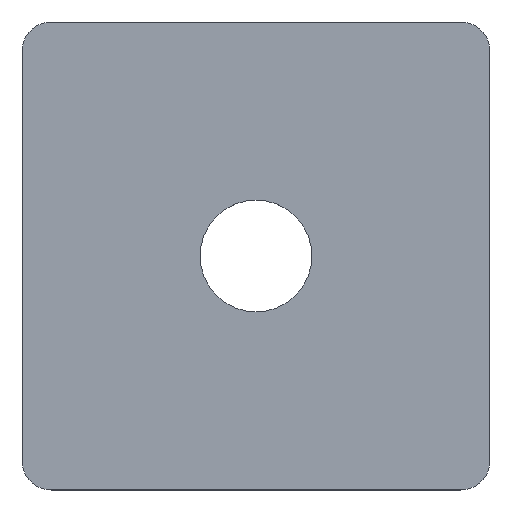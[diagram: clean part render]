
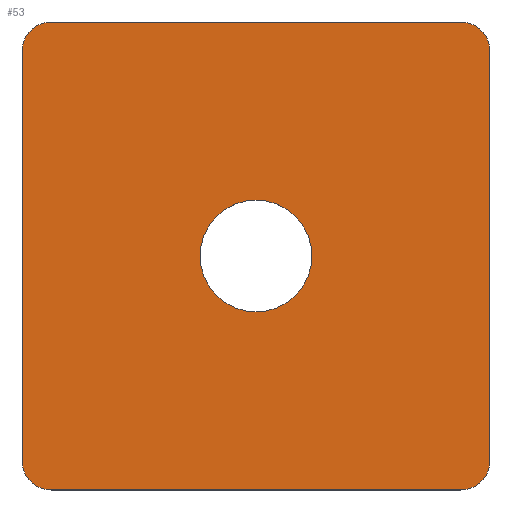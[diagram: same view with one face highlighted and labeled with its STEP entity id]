
A CAD part, top view. The second image highlights one B-rep face of the part: STEP entity #53.
In plain terms, the highlighted planar face has unit normal (0, 0, 1).
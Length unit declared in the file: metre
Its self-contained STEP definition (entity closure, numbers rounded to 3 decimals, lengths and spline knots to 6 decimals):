
#53 = ADVANCED_FACE( '', ( #103, #104 ), #105, .T. );
#103 = FACE_BOUND( '', #146, .T. );
#104 = FACE_OUTER_BOUND( '', #147, .T. );
#105 = PLANE( '', #148 );
#146 = EDGE_LOOP( '', ( #229 ) );
#147 = EDGE_LOOP( '', ( #230, #231, #232, #233, #234, #235, #236, #237 ) );
#148 = AXIS2_PLACEMENT_3D( '', #238, #239, #240 );
#229 = ORIENTED_EDGE( '', *, *, #276, .F. );
#230 = ORIENTED_EDGE( '', *, *, #274, .F. );
#231 = ORIENTED_EDGE( '', *, *, #265, .T. );
#232 = ORIENTED_EDGE( '', *, *, #255, .T. );
#233 = ORIENTED_EDGE( '', *, *, #282, .T. );
#234 = ORIENTED_EDGE( '', *, *, #268, .T. );
#235 = ORIENTED_EDGE( '', *, *, #284, .T. );
#236 = ORIENTED_EDGE( '', *, *, #252, .F. );
#237 = ORIENTED_EDGE( '', *, *, #262, .T. );
#238 = CARTESIAN_POINT( '', ( 0.023966, 0.00418, 0.00156 ) );
#239 = DIRECTION( '', ( 0., 0., 1. ) );
#240 = DIRECTION( '', ( 1., 0., 0. ) );
#252 = EDGE_CURVE( '', #290, #292, #293, .T. );
#255 = EDGE_CURVE( '', #296, #297, #298, .T. );
#262 = EDGE_CURVE( '', #290, #307, #309, .T. );
#265 = EDGE_CURVE( '', #313, #296, #314, .T. );
#268 = EDGE_CURVE( '', #317, #318, #319, .T. );
#274 = EDGE_CURVE( '', #313, #307, #327, .T. );
#276 = EDGE_CURVE( '', #329, #329, #330, .T. );
#282 = EDGE_CURVE( '', #297, #317, #337, .T. );
#284 = EDGE_CURVE( '', #318, #292, #339, .T. );
#290 = VERTEX_POINT( '', #346 );
#292 = VERTEX_POINT( '', #349 );
#293 = LINE( '', #350, #351 );
#296 = VERTEX_POINT( '', #355 );
#297 = VERTEX_POINT( '', #356 );
#298 = LINE( '', #357, #358 );
#307 = VERTEX_POINT( '', #370 );
#309 = CIRCLE( '', #373, 0.001588 );
#313 = VERTEX_POINT( '', #377 );
#314 = CIRCLE( '', #378, 0.001588 );
#317 = VERTEX_POINT( '', #382 );
#318 = VERTEX_POINT( '', #383 );
#319 = LINE( '', #384, #385 );
#327 = LINE( '', #397, #398 );
#329 = VERTEX_POINT( '', #400 );
#330 = CIRCLE( '', #401, 0.003035 );
#337 = CIRCLE( '', #408, 0.001588 );
#339 = CIRCLE( '', #410, 0.001588 );
#346 = CARTESIAN_POINT( '', ( 0.002598, 0.032642, 0.00156 ) );
#349 = CARTESIAN_POINT( '', ( 0.002598, 0.010417, 0.00156 ) );
#350 = CARTESIAN_POINT( '', ( 0.002598, 0.02153, 0.00156 ) );
#351 = VECTOR( '', #414, 1. );
#355 = CARTESIAN_POINT( '', ( -0.022802, 0.032642, 0.00156 ) );
#356 = CARTESIAN_POINT( '', ( -0.022802, 0.010417, 0.00156 ) );
#357 = CARTESIAN_POINT( '', ( -0.022802, 0.02153, 0.00156 ) );
#358 = VECTOR( '', #416, 1. );
#370 = CARTESIAN_POINT( '', ( 0.001011, 0.03423, 0.00156 ) );
#373 = AXIS2_PLACEMENT_3D( '', #424, #425, #426 );
#377 = CARTESIAN_POINT( '', ( -0.021214, 0.03423, 0.00156 ) );
#378 = AXIS2_PLACEMENT_3D( '', #430, #431, #432 );
#382 = CARTESIAN_POINT( '', ( -0.021214, 0.00883, 0.00156 ) );
#383 = CARTESIAN_POINT( '', ( 0.001011, 0.00883, 0.00156 ) );
#384 = CARTESIAN_POINT( '', ( -0.010102, 0.00883, 0.00156 ) );
#385 = VECTOR( '', #434, 1. );
#397 = CARTESIAN_POINT( '', ( -0.010102, 0.03423, 0.00156 ) );
#398 = VECTOR( '', #439, 1. );
#400 = CARTESIAN_POINT( '', ( -0.007067, 0.02153, 0.00156 ) );
#401 = AXIS2_PLACEMENT_3D( '', #440, #441, #442 );
#408 = AXIS2_PLACEMENT_3D( '', #452, #453, #454 );
#410 = AXIS2_PLACEMENT_3D( '', #455, #456, #457 );
#414 = DIRECTION( '', ( 0., -1., 0. ) );
#416 = DIRECTION( '', ( 0., -1., 0. ) );
#424 = CARTESIAN_POINT( '', ( 0.001011, 0.032642, 0.00156 ) );
#425 = DIRECTION( '', ( 0., 0., 1. ) );
#426 = DIRECTION( '', ( 1., 0., 0. ) );
#430 = CARTESIAN_POINT( '', ( -0.021214, 0.032642, 0.00156 ) );
#431 = DIRECTION( '', ( 0., 0., 1. ) );
#432 = DIRECTION( '', ( 1., 0., 0. ) );
#434 = DIRECTION( '', ( 1., 0., 0. ) );
#439 = DIRECTION( '', ( 1., 0., 0. ) );
#440 = CARTESIAN_POINT( '', ( -0.010102, 0.02153, 0.00156 ) );
#441 = DIRECTION( '', ( 0., 0., 1. ) );
#442 = DIRECTION( '', ( 1., 0., 0. ) );
#452 = CARTESIAN_POINT( '', ( -0.021214, 0.010417, 0.00156 ) );
#453 = DIRECTION( '', ( 0., 0., 1. ) );
#454 = DIRECTION( '', ( 1., 0., 0. ) );
#455 = CARTESIAN_POINT( '', ( 0.001011, 0.010417, 0.00156 ) );
#456 = DIRECTION( '', ( 0., 0., 1. ) );
#457 = DIRECTION( '', ( 1., 0., 0. ) );
